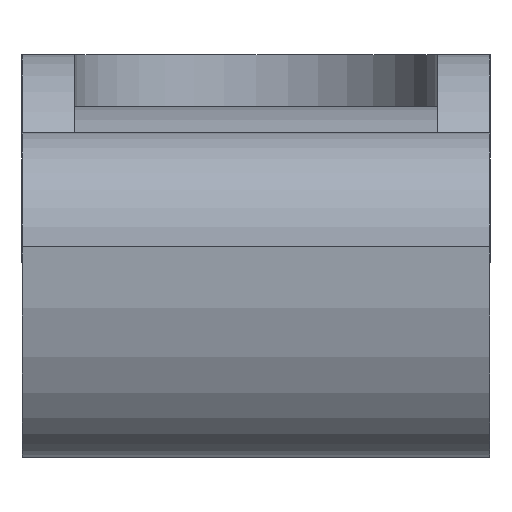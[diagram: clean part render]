
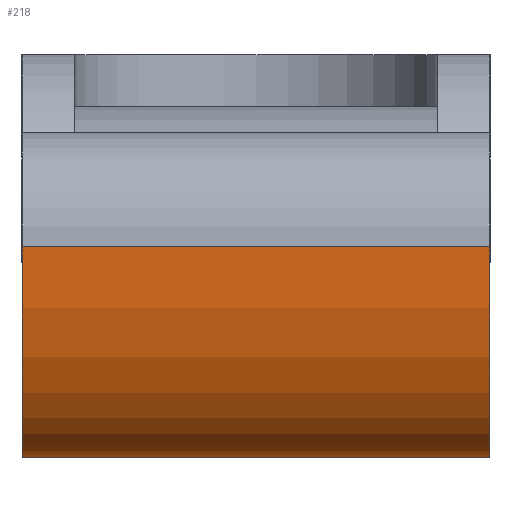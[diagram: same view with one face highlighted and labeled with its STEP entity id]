
A CAD part, front view. The second image highlights one B-rep face of the part: STEP entity #218.
In plain terms, the highlighted free-form (B-spline) face has degree [3, 1] with [4, 2] control points.
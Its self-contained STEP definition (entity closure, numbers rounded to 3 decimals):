
#47 = ORIENTED_EDGE ( 'NONE', *, *, #1350, .T. ) ;
#63 = CARTESIAN_POINT ( 'NONE',  ( -4.5, -2.2, 0. ) ) ;
#69 = DIRECTION ( 'NONE',  ( -1., 0., 0. ) ) ;
#80 = CARTESIAN_POINT ( 'NONE',  ( -4.5, -2.2, -2.372 ) ) ;
#121 =( BOUNDED_CURVE ( )  B_SPLINE_CURVE ( 3, ( #771, #1404, #1279, #125 ),
 .UNSPECIFIED., .F., .T. ) 
 B_SPLINE_CURVE_WITH_KNOTS ( ( 4, 4 ),
 ( 4.712, 6.283 ),
 .UNSPECIFIED. ) 
 CURVE ( )  GEOMETRIC_REPRESENTATION_ITEM ( )  RATIONAL_B_SPLINE_CURVE ( ( 1., 0.805, 0.805, 1. ) ) 
 REPRESENTATION_ITEM ( '' )  );
#125 = CARTESIAN_POINT ( 'NONE',  ( -4.5, 0., -4.05 ) ) ;
#150 = CARTESIAN_POINT ( 'NONE',  ( -4.5, 0., -4.05 ) ) ;
#152 = VERTEX_POINT ( 'NONE', #678 ) ;
#189 = CARTESIAN_POINT ( 'NONE',  ( 4.5, -2.2, -2.372 ) ) ;
#218 = ADVANCED_FACE ( 'NONE', ( #1215 ), #1615, .F. ) ;
#319 = CARTESIAN_POINT ( 'NONE',  ( 4.5, 0., -4.05 ) ) ;
#320 = DIRECTION ( 'NONE',  ( -1., 0., 0. ) ) ;
#333 = EDGE_CURVE ( 'NONE', #1156, #152, #1391, .T. ) ;
#378 = VECTOR ( 'NONE', #320, 1000. ) ;
#489 = CARTESIAN_POINT ( 'NONE',  ( 4.5, -2.2, 0. ) ) ;
#569 = VERTEX_POINT ( 'NONE', #587 ) ;
#573 = CARTESIAN_POINT ( 'NONE',  ( 4.5, -1.289, -4.05 ) ) ;
#587 = CARTESIAN_POINT ( 'NONE',  ( -4.5, -2.2, 0. ) ) ;
#628 = EDGE_CURVE ( 'NONE', #152, #1392, #1598, .T. ) ;
#678 = CARTESIAN_POINT ( 'NONE',  ( 4.5, 0., -4.05 ) ) ;
#771 = CARTESIAN_POINT ( 'NONE',  ( -4.5, -2.2, 0. ) ) ;
#838 = CARTESIAN_POINT ( 'NONE',  ( 4.5, -2.2, 0. ) ) ;
#865 = LINE ( 'NONE', #963, #378 ) ;
#963 = CARTESIAN_POINT ( 'NONE',  ( 4.5, -2.2, 0. ) ) ;
#1068 = ORIENTED_EDGE ( 'NONE', *, *, #628, .F. ) ;
#1099 = CARTESIAN_POINT ( 'NONE',  ( -4.5, -1.289, -4.05 ) ) ;
#1107 = CARTESIAN_POINT ( 'NONE',  ( 4.5, 0., -4.05 ) ) ;
#1112 = VECTOR ( 'NONE', #69, 1000. ) ;
#1122 = EDGE_CURVE ( 'NONE', #569, #1392, #121, .T. ) ;
#1156 = VERTEX_POINT ( 'NONE', #838 ) ;
#1215 = FACE_OUTER_BOUND ( 'NONE', #1594, .T. ) ;
#1238 = CARTESIAN_POINT ( 'NONE',  ( 4.5, -2.2, -2.372 ) ) ;
#1279 = CARTESIAN_POINT ( 'NONE',  ( -4.5, -1.289, -4.05 ) ) ;
#1318 = ORIENTED_EDGE ( 'NONE', *, *, #1122, .T. ) ;
#1348 = CARTESIAN_POINT ( 'NONE',  ( 4.5, -2.2, 0. ) ) ;
#1350 = EDGE_CURVE ( 'NONE', #1156, #569, #865, .T. ) ;
#1391 =( BOUNDED_CURVE ( )  B_SPLINE_CURVE ( 3, ( #489, #1238, #1517, #1107 ),
 .UNSPECIFIED., .F., .T. ) 
 B_SPLINE_CURVE_WITH_KNOTS ( ( 4, 4 ),
 ( 4.712, 6.283 ),
 .UNSPECIFIED. ) 
 CURVE ( )  GEOMETRIC_REPRESENTATION_ITEM ( )  RATIONAL_B_SPLINE_CURVE ( ( 1., 0.805, 0.805, 1. ) ) 
 REPRESENTATION_ITEM ( '' )  );
#1392 = VERTEX_POINT ( 'NONE', #1630 ) ;
#1404 = CARTESIAN_POINT ( 'NONE',  ( -4.5, -2.2, -2.372 ) ) ;
#1418 = ORIENTED_EDGE ( 'NONE', *, *, #333, .F. ) ;
#1500 = CARTESIAN_POINT ( 'NONE',  ( 4.5, 0., -4.05 ) ) ;
#1517 = CARTESIAN_POINT ( 'NONE',  ( 4.5, -1.289, -4.05 ) ) ;
#1594 = EDGE_LOOP ( 'NONE', ( #1318, #1068, #1418, #47 ) ) ;
#1598 = LINE ( 'NONE', #319, #1112 ) ;
#1615 =( BOUNDED_SURFACE ( )  B_SPLINE_SURFACE ( 3, 1, ( 
 ( #1348, #63 ),
 ( #189, #80 ),
 ( #573, #1099 ),
 ( #1500, #150 ) ),
 .UNSPECIFIED., .F., .F., .F. ) 
 B_SPLINE_SURFACE_WITH_KNOTS ( ( 4, 4 ),
 ( 2, 2 ),
 ( 0., 1. ),
 ( 0., 1. ),
 .UNSPECIFIED. ) 
 GEOMETRIC_REPRESENTATION_ITEM ( )  RATIONAL_B_SPLINE_SURFACE ( (
 ( 1., 1.),
 ( 0.805, 0.805),
 ( 0.805, 0.805),
 ( 1., 1.) ) ) 
 REPRESENTATION_ITEM ( '' )  SURFACE ( )  );
#1630 = CARTESIAN_POINT ( 'NONE',  ( -4.5, 0., -4.05 ) ) ;
